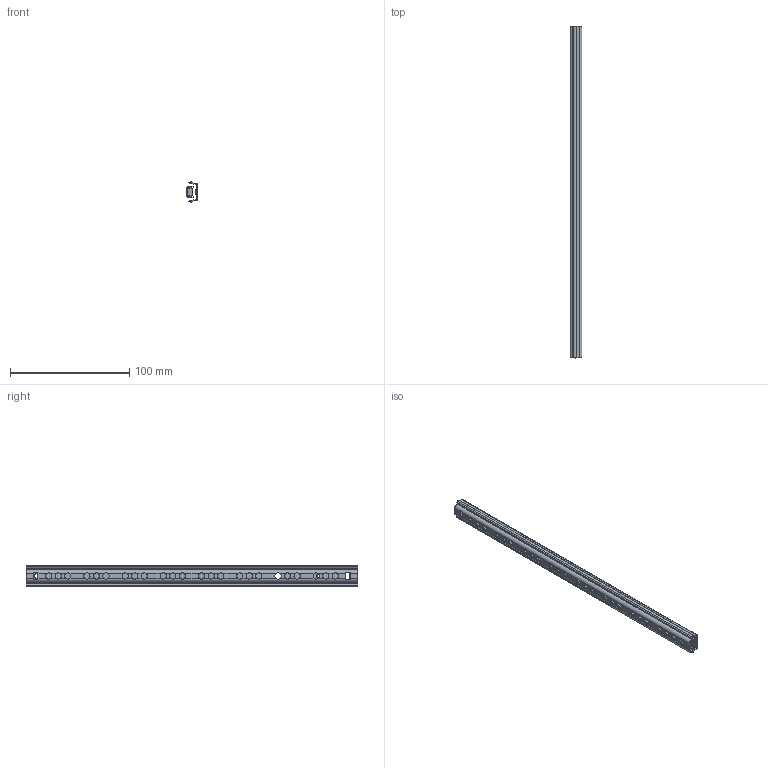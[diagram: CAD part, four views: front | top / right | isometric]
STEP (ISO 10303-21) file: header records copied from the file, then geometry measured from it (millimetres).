
FILE_DESCRIPTION((''),'2;1');
FILE_NAME('ASM0001_ASM','2016-10-29T',('genhom'),(''),'CREO PARAMETRIC BY PTC INC, 2014350','CREO PARAMETRIC BY PTC INC, 2014350','');
FILE_SCHEMA(('CONFIG_CONTROL_DESIGN'));
Length unit declared in the file: millimetre
Products named in the file (3): PRT0001; PRT0002; ASM0001_ASM
Assembly tree (2 placements, depth 2):
  ASM0001_ASM
    PRT0001
    PRT0002
Bounding box: 9.9 x 278 x 16.99 mm (x, y, z)
Volume: 12050.3 mm3; surface area: 26275.1 mm2
Topology: 2 solids, 2 shells, 194 faces, 708 edges, 468 vertices
Faces by surface type: plane 100, cylinder 86, torus 8
Entity records: 8072 total; most frequent: CARTESIAN_POINT 1783, ORIENTED_EDGE 1416, DIRECTION 1302, EDGE_CURVE 708, AXIS2_PLACEMENT_3D 495, VERTEX_POINT 468, VECTOR 312, LINE 312
